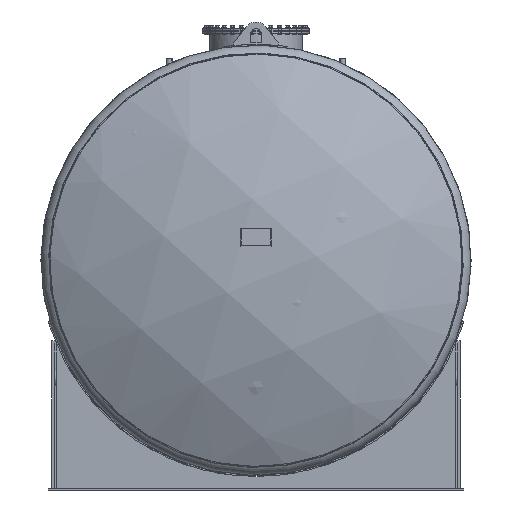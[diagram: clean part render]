
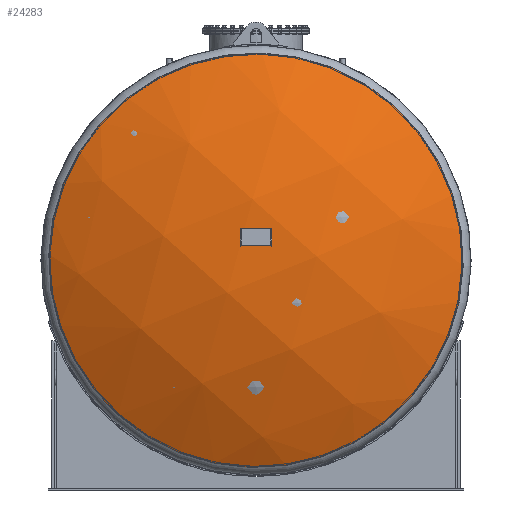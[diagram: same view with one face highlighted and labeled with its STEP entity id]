
A CAD part, front view. The second image highlights one B-rep face of the part: STEP entity #24283.
In plain terms, the highlighted spherical face has radius 2915 mm.
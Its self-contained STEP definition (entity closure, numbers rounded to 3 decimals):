
#1146=SPHERICAL_SURFACE('',#26323,2915.);
#2735=FACE_OUTER_BOUND('',#4374,.T.);
#4374=EDGE_LOOP('',(#16801));
#9079=CIRCLE('',#26321,1402.06);
#10386=VERTEX_POINT('',#37791);
#12754=EDGE_CURVE('',#10386,#10386,#9079,.T.);
#16801=ORIENTED_EDGE('',*,*,#12754,.T.);
#24283=ADVANCED_FACE('',(#2735),#1146,.T.);
#26321=AXIS2_PLACEMENT_3D('',#37792,#29861,#29862);
#26323=AXIS2_PLACEMENT_3D('',#37794,#29865,#29866);
#29861=DIRECTION('center_axis',(0.,-1.,0.));
#29862=DIRECTION('ref_axis',(-0.747,0.,0.664));
#29865=DIRECTION('center_axis',(-0.664,0.,
-0.747));
#29866=DIRECTION('ref_axis',(-0.747,0.,0.664));
#37791=CARTESIAN_POINT('',(-931.415,-138.427,-1047.968));
#37792=CARTESIAN_POINT('Origin',(0.,-138.427,
0.));
#37794=CARTESIAN_POINT('Origin',(0.,2417.244,0.));
